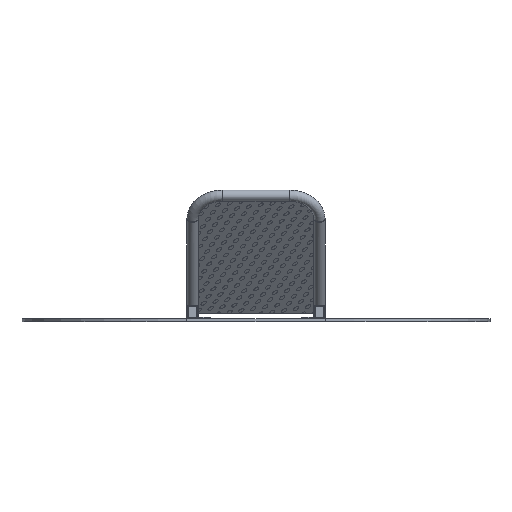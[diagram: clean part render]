
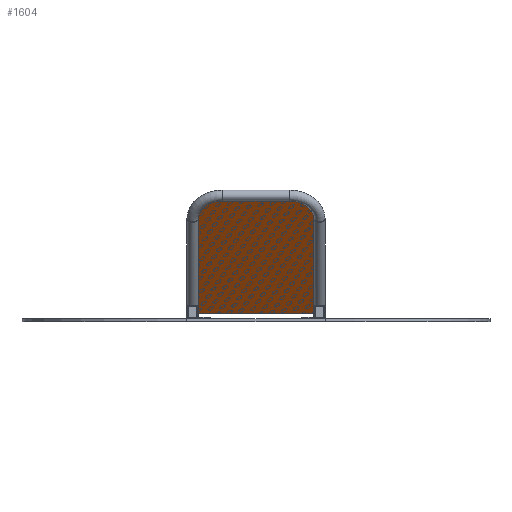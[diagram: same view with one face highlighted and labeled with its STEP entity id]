
A CAD part, front view. The second image highlights one B-rep face of the part: STEP entity #1604.
In plain terms, the highlighted face is planar.
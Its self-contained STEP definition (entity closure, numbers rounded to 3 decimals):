
#1604=ADVANCED_FACE('',(#5706),#5708,.F.);
#5706=FACE_BOUND('',#5707,.T.);
#5707=EDGE_LOOP('',(#11117,#11118,#11119,#11120,#11121,#11122));
#5708=PLANE('',#5709);
#5709=AXIS2_PLACEMENT_3D('',#5710,#5711,#5712);
#5710=CARTESIAN_POINT('',(0.,0.,0.));
#5711=DIRECTION('',(0.,0.,1.));
#5712=DIRECTION('',(-1.,0.,0.));
#11117=ORIENTED_EDGE('',*,*,#12323,.F.);
#11118=ORIENTED_EDGE('',*,*,#12320,.F.);
#11119=ORIENTED_EDGE('',*,*,#12317,.F.);
#11120=ORIENTED_EDGE('',*,*,#12314,.F.);
#11121=ORIENTED_EDGE('',*,*,#12311,.F.);
#11122=ORIENTED_EDGE('',*,*,#12307,.F.);
#12307=EDGE_CURVE('',#13137,#13138,#13139,.T.);
#12311=EDGE_CURVE('',#13138,#13145,#13146,.T.);
#12314=EDGE_CURVE('',#13145,#13150,#13151,.T.);
#12317=EDGE_CURVE('',#13150,#13155,#13156,.T.);
#12320=EDGE_CURVE('',#13155,#13160,#13161,.T.);
#12323=EDGE_CURVE('',#13160,#13137,#13165,.T.);
#13137=VERTEX_POINT('',#14873);
#13138=VERTEX_POINT('',#14874);
#13139=LINE('',#14875,#14876);
#13145=VERTEX_POINT('',#14889);
#13146=CIRCLE('',#14890,75.);
#13150=VERTEX_POINT('',#14902);
#13151=LINE('',#14903,#14904);
#13155=VERTEX_POINT('',#14913);
#13156=CIRCLE('',#14914,75.);
#13160=VERTEX_POINT('',#14926);
#13161=LINE('',#14927,#14928);
#13165=LINE('',#14937,#14938);
#14873=CARTESIAN_POINT('',(-175.75,0.,0.));
#14874=CARTESIAN_POINT('',(-175.75,-375.05,0.));
#14875=CARTESIAN_POINT('',(-175.75,0.,0.));
#14876=VECTOR('',#14877,1.);
#14877=DIRECTION('',(0.,-1.,0.));
#14889=CARTESIAN_POINT('',(-100.75,-450.05,0.));
#14890=AXIS2_PLACEMENT_3D('',#14891,#14892,#14893);
#14891=CARTESIAN_POINT('',(-100.75,-375.05,0.));
#14892=DIRECTION('',(0.,0.,1.));
#14893=DIRECTION('',(-1.,0.,0.));
#14902=CARTESIAN_POINT('',(100.75,-450.05,0.));
#14903=CARTESIAN_POINT('',(-100.75,-450.05,0.));
#14904=VECTOR('',#14905,1.);
#14905=DIRECTION('',(1.,0.,0.));
#14913=CARTESIAN_POINT('',(175.75,-375.05,0.));
#14914=AXIS2_PLACEMENT_3D('',#14915,#14916,#14917);
#14915=CARTESIAN_POINT('',(100.75,-375.05,0.));
#14916=DIRECTION('',(0.,0.,1.));
#14917=DIRECTION('',(0.,-1.,0.));
#14926=CARTESIAN_POINT('',(175.75,0.,0.));
#14927=CARTESIAN_POINT('',(175.75,-375.05,0.));
#14928=VECTOR('',#14929,1.);
#14929=DIRECTION('',(0.,1.,0.));
#14937=CARTESIAN_POINT('',(175.75,0.,0.));
#14938=VECTOR('',#14939,1.);
#14939=DIRECTION('',(-1.,0.,0.));
